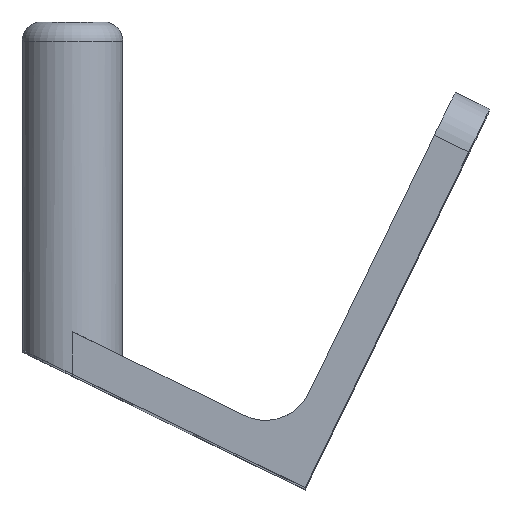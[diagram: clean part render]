
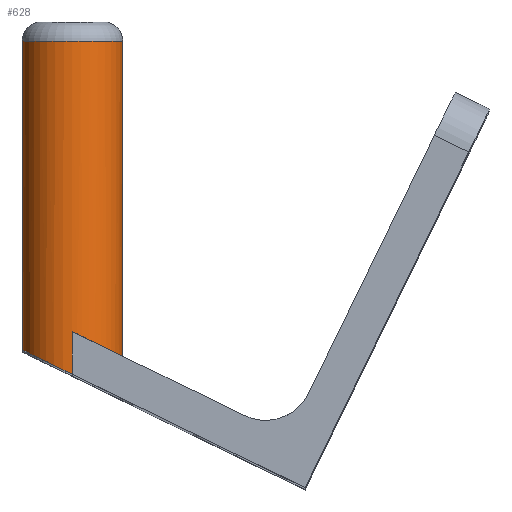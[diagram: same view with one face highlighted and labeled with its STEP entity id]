
A CAD part, top view. The second image highlights one B-rep face of the part: STEP entity #628.
In plain terms, the highlighted cylindrical face has radius 5.25 mm (diameter 10.5 mm), a full revolution.
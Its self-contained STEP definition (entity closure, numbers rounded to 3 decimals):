
#18=CIRCLE('',#683,5.25);
#19=CIRCLE('',#684,5.25);
#48=ELLIPSE('',#681,5.841,5.25);
#49=ELLIPSE('',#682,5.841,5.25);
#50=ELLIPSE('',#685,5.841,5.25);
#54=CYLINDRICAL_SURFACE('',#680,5.25);
#67=FACE_OUTER_BOUND('',#99,.T.);
#99=EDGE_LOOP('',(#396,#397,#398,#399,#400,#401,#402,#403,#404));
#130=LINE('',#943,#184);
#134=LINE('',#955,#188);
#135=LINE('',#961,#189);
#184=VECTOR('',#751,10.);
#188=VECTOR('',#761,5.25);
#189=VECTOR('',#768,10.);
#238=VERTEX_POINT('',#941);
#239=VERTEX_POINT('',#942);
#242=VERTEX_POINT('',#950);
#243=VERTEX_POINT('',#952);
#244=VERTEX_POINT('',#954);
#245=VERTEX_POINT('',#956);
#246=VERTEX_POINT('',#959);
#300=EDGE_CURVE('',#238,#239,#130,.T.);
#304=EDGE_CURVE('',#239,#242,#48,.T.);
#305=EDGE_CURVE('',#243,#238,#49,.T.);
#306=EDGE_CURVE('',#243,#244,#134,.T.);
#307=EDGE_CURVE('',#245,#244,#18,.T.);
#308=EDGE_CURVE('',#244,#245,#19,.T.);
#309=EDGE_CURVE('',#246,#243,#50,.T.);
#310=EDGE_CURVE('',#242,#246,#135,.T.);
#396=ORIENTED_EDGE('',*,*,#304,.F.);
#397=ORIENTED_EDGE('',*,*,#300,.F.);
#398=ORIENTED_EDGE('',*,*,#305,.F.);
#399=ORIENTED_EDGE('',*,*,#306,.T.);
#400=ORIENTED_EDGE('',*,*,#307,.F.);
#401=ORIENTED_EDGE('',*,*,#308,.F.);
#402=ORIENTED_EDGE('',*,*,#306,.F.);
#403=ORIENTED_EDGE('',*,*,#309,.F.);
#404=ORIENTED_EDGE('',*,*,#310,.F.);
#628=ADVANCED_FACE('',(#67),#54,.T.);
#680=AXIS2_PLACEMENT_3D('',#949,#755,#756);
#681=AXIS2_PLACEMENT_3D('',#951,#757,#758);
#682=AXIS2_PLACEMENT_3D('',#953,#759,#760);
#683=AXIS2_PLACEMENT_3D('',#957,#762,#763);
#684=AXIS2_PLACEMENT_3D('',#958,#764,#765);
#685=AXIS2_PLACEMENT_3D('',#960,#766,#767);
#751=DIRECTION('',(0.,1.,0.));
#755=DIRECTION('center_axis',(0.,-1.,0.));
#756=DIRECTION('ref_axis',(1.,0.,0.));
#757=DIRECTION('center_axis',(-0.438,-0.899,0.));
#758=DIRECTION('ref_axis',(0.899,-0.438,0.));
#759=DIRECTION('center_axis',(-0.438,-0.899,0.));
#760=DIRECTION('ref_axis',(0.899,-0.438,0.));
#761=DIRECTION('',(0.,1.,0.));
#762=DIRECTION('center_axis',(0.,1.,0.));
#763=DIRECTION('ref_axis',(1.,0.,0.));
#764=DIRECTION('center_axis',(0.,1.,0.));
#765=DIRECTION('ref_axis',(1.,0.,0.));
#766=DIRECTION('center_axis',(-0.438,-0.899,0.));
#767=DIRECTION('ref_axis',(0.899,-0.438,0.));
#768=DIRECTION('',(0.,-1.,0.));
#941=CARTESIAN_POINT('',(0.,-6.786,-5.25));
#942=CARTESIAN_POINT('',(0.,-2.336,-5.25));
#943=CARTESIAN_POINT('',(0.,-0.944,-5.25));
#949=CARTESIAN_POINT('Origin',(0.,0.,0.));
#950=CARTESIAN_POINT('',(0.,-2.336,5.25));
#951=CARTESIAN_POINT('Origin',(0.,-2.336,0.));
#952=CARTESIAN_POINT('',(-5.25,-4.227,0.));
#953=CARTESIAN_POINT('Origin',(0.,-6.786,0.));
#954=CARTESIAN_POINT('',(-5.25,28.,0.));
#955=CARTESIAN_POINT('',(-5.25,0.,0.));
#956=CARTESIAN_POINT('',(0.,28.,-5.25));
#957=CARTESIAN_POINT('Origin',(0.,28.,0.));
#958=CARTESIAN_POINT('Origin',(0.,28.,0.));
#959=CARTESIAN_POINT('',(0.,-6.786,5.25));
#960=CARTESIAN_POINT('Origin',(0.,-6.786,0.));
#961=CARTESIAN_POINT('',(0.,0.,5.25));
